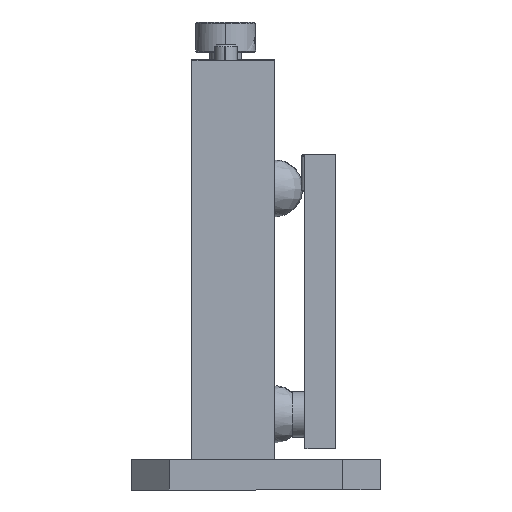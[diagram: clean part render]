
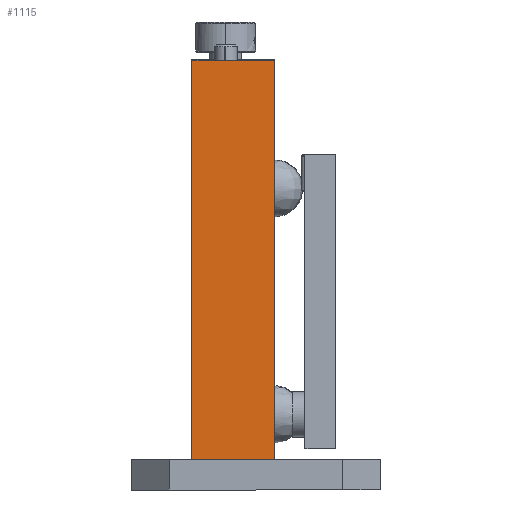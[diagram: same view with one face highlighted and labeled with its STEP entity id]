
A CAD part, left-side view. The second image highlights one B-rep face of the part: STEP entity #1115.
In plain terms, the highlighted planar face has unit normal (-1, 0, 0).
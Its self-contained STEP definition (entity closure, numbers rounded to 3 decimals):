
#1115=ADVANCED_FACE('',(#2256),#18369,.T.);
#2256=FACE_OUTER_BOUND('',#3488,.T.);
#3488=EDGE_LOOP('',(#8249,#8250,#8251,#8252));
#8249=ORIENTED_EDGE('',*,*,#12068,.T.);
#8250=ORIENTED_EDGE('',*,*,#12067,.F.);
#8251=ORIENTED_EDGE('',*,*,#12003,.F.);
#8252=ORIENTED_EDGE('',*,*,#12069,.T.);
#12003=EDGE_CURVE('',#17303,#17304,#14100,.T.);
#12067=EDGE_CURVE('',#17304,#17342,#14108,.T.);
#12068=EDGE_CURVE('',#17343,#17342,#14109,.T.);
#12069=EDGE_CURVE('',#17303,#17343,#14110,.T.);
#14100=B_SPLINE_CURVE_WITH_KNOTS('',1,(#34643,#34644),.UNSPECIFIED.,.F.,
 .F.,(2,2),(0.,106.),.UNSPECIFIED.);
#14108=B_SPLINE_CURVE_WITH_KNOTS('',1,(#34837,#34838),.UNSPECIFIED.,.F.,
 .F.,(2,2),(-22.,0.),.UNSPECIFIED.);
#14109=B_SPLINE_CURVE_WITH_KNOTS('',1,(#34839,#34840),.UNSPECIFIED.,.F.,
 .F.,(2,2),(-106.,0.),.UNSPECIFIED.);
#14110=B_SPLINE_CURVE_WITH_KNOTS('',1,(#34841,#34842),.UNSPECIFIED.,.F.,
 .F.,(2,2),(-22.,0.),.UNSPECIFIED.);
#17303=VERTEX_POINT('',#34036);
#17304=VERTEX_POINT('',#34037);
#17342=VERTEX_POINT('',#34075);
#17343=VERTEX_POINT('',#34076);
#18369=PLANE('',#19408);
#19408=AXIS2_PLACEMENT_3D('',#33860,#19951,$);
#19951=DIRECTION('',(-1.,0.,0.));
#33860=CARTESIAN_POINT('',(-92.935,19.381,-2.126));
#34036=CARTESIAN_POINT('',(-92.935,17.061,8.594));
#34037=CARTESIAN_POINT('',(-92.935,17.061,114.594));
#34075=CARTESIAN_POINT('',(-92.935,-4.939,114.594));
#34076=CARTESIAN_POINT('',(-92.935,-4.939,8.594));
#34643=CARTESIAN_POINT('',(-92.935,17.061,8.594));
#34644=CARTESIAN_POINT('',(-92.935,17.061,114.594));
#34837=CARTESIAN_POINT('',(-92.935,17.061,114.594));
#34838=CARTESIAN_POINT('',(-92.935,-4.939,114.594));
#34839=CARTESIAN_POINT('',(-92.935,-4.939,8.594));
#34840=CARTESIAN_POINT('',(-92.935,-4.939,114.594));
#34841=CARTESIAN_POINT('',(-92.935,17.061,8.594));
#34842=CARTESIAN_POINT('',(-92.935,-4.939,8.594));
